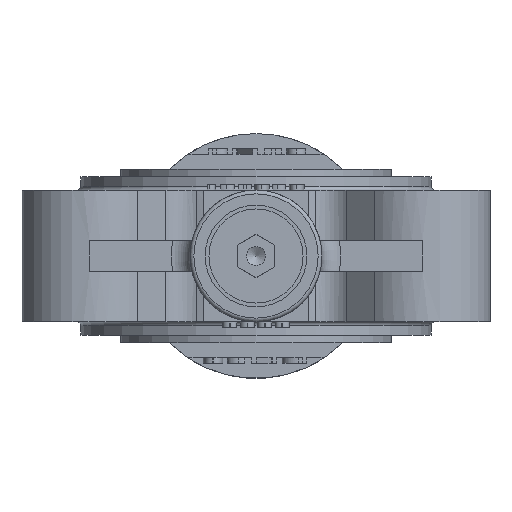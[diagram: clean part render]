
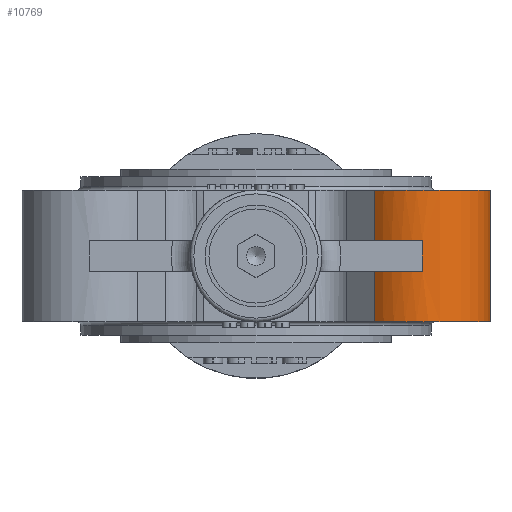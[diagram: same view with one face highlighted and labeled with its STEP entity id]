
A CAD part, front view. The second image highlights one B-rep face of the part: STEP entity #10769.
In plain terms, the highlighted cylindrical face has radius 18 mm (diameter 36 mm), a partial arc.
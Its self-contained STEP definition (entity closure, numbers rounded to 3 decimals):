
#917=LINE('',#18127,#1730);
#953=LINE('',#18310,#1766);
#954=LINE('',#18315,#1767);
#955=LINE('',#18317,#1768);
#1730=VECTOR('',#12877,13.5);
#1766=VECTOR('',#13077,13.5);
#1767=VECTOR('',#13082,8.);
#1768=VECTOR('',#13085,35.);
#2861=FACE_OUTER_BOUND('',#3537,.T.);
#3537=EDGE_LOOP('',(#7934,#7935,#7936,#7937,#7938,#7939,#7940,#7941));
#4206=CIRCLE('',#11570,18.);
#4219=CIRCLE('',#11584,18.);
#4235=CIRCLE('',#11609,18.);
#4236=CIRCLE('',#11610,18.);
#4827=VERTEX_POINT('',#18125);
#4828=VERTEX_POINT('',#18126);
#4861=VERTEX_POINT('',#18223);
#4862=VERTEX_POINT('',#18225);
#4876=VERTEX_POINT('',#18257);
#4893=VERTEX_POINT('',#18308);
#4894=VERTEX_POINT('',#18312);
#4895=VERTEX_POINT('',#18314);
#5966=EDGE_CURVE('',#4827,#4828,#917,.T.);
#6014=EDGE_CURVE('',#4861,#4862,#4206,.T.);
#6032=EDGE_CURVE('',#4828,#4876,#4219,.T.);
#6058=EDGE_CURVE('',#4861,#4893,#953,.T.);
#6059=EDGE_CURVE('',#4893,#4894,#4235,.T.);
#6060=EDGE_CURVE('',#4894,#4895,#954,.T.);
#6061=EDGE_CURVE('',#4827,#4895,#4236,.T.);
#6062=EDGE_CURVE('',#4862,#4876,#955,.T.);
#7934=ORIENTED_EDGE('',*,*,#6058,.T.);
#7935=ORIENTED_EDGE('',*,*,#6059,.T.);
#7936=ORIENTED_EDGE('',*,*,#6060,.T.);
#7937=ORIENTED_EDGE('',*,*,#6061,.F.);
#7938=ORIENTED_EDGE('',*,*,#5966,.T.);
#7939=ORIENTED_EDGE('',*,*,#6032,.T.);
#7940=ORIENTED_EDGE('',*,*,#6062,.F.);
#7941=ORIENTED_EDGE('',*,*,#6014,.F.);
#9936=CYLINDRICAL_SURFACE('',#11608,18.);
#10769=ADVANCED_FACE('',(#2861),#9936,.T.);
#11570=AXIS2_PLACEMENT_3D('',#18226,#12986,#12987);
#11584=AXIS2_PLACEMENT_3D('',#18259,#13019,#13020);
#11608=AXIS2_PLACEMENT_3D('',#18311,#13078,#13079);
#11609=AXIS2_PLACEMENT_3D('',#18313,#13080,#13081);
#11610=AXIS2_PLACEMENT_3D('',#18316,#13083,#13084);
#12877=DIRECTION('',(0.,0.,-1.));
#12986=DIRECTION('center_axis',(0.,0.,1.));
#12987=DIRECTION('ref_axis',(0.,-1.,0.));
#13019=DIRECTION('center_axis',(0.,0.,1.));
#13020=DIRECTION('ref_axis',(0.,-1.,0.));
#13077=DIRECTION('',(0.,0.,-1.));
#13078=DIRECTION('center_axis',(0.,0.,-1.));
#13079=DIRECTION('ref_axis',(-1.,0.,0.));
#13080=DIRECTION('center_axis',(0.,0.,1.));
#13081=DIRECTION('ref_axis',(1.,0.,0.));
#13082=DIRECTION('',(0.,0.,-1.));
#13083=DIRECTION('center_axis',(0.,0.,1.));
#13084=DIRECTION('ref_axis',(1.,0.,0.));
#13085=DIRECTION('',(0.,0.,-1.));
#18125=CARTESIAN_POINT('',(31.466,-56.922,-4.));
#18126=CARTESIAN_POINT('',(31.466,-56.922,-17.5));
#18127=CARTESIAN_POINT('',(31.466,-56.922,-4.));
#18223=CARTESIAN_POINT('',(31.466,-56.922,17.5));
#18225=CARTESIAN_POINT('',(56.922,-31.466,17.5));
#18226=CARTESIAN_POINT('Origin',(44.194,-44.194,17.5));
#18257=CARTESIAN_POINT('',(56.922,-31.466,-17.5));
#18259=CARTESIAN_POINT('Origin',(44.194,-44.194,-17.5));
#18308=CARTESIAN_POINT('',(31.466,-56.922,4.));
#18310=CARTESIAN_POINT('',(31.466,-56.922,17.5));
#18311=CARTESIAN_POINT('Origin',(44.194,-44.194,17.5));
#18312=CARTESIAN_POINT('',(44.194,-62.194,4.));
#18313=CARTESIAN_POINT('Origin',(44.194,-44.194,4.));
#18314=CARTESIAN_POINT('',(44.194,-62.194,-4.));
#18315=CARTESIAN_POINT('',(44.194,-62.194,4.));
#18316=CARTESIAN_POINT('Origin',(44.194,-44.194,-4.));
#18317=CARTESIAN_POINT('',(56.922,-31.466,17.5));
